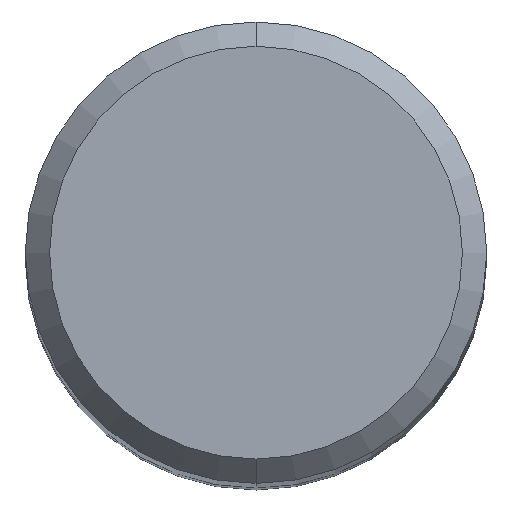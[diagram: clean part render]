
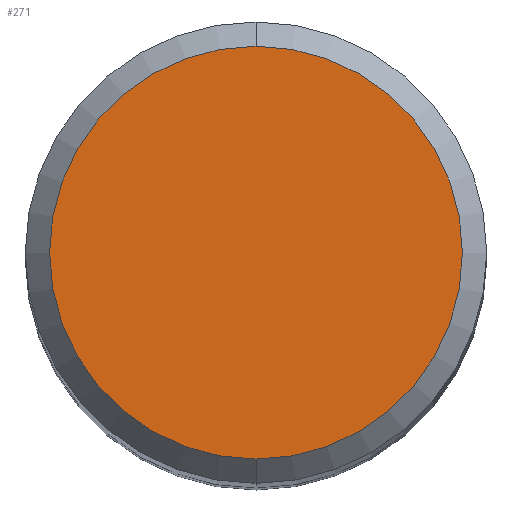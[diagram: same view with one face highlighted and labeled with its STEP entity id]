
A CAD part, top view. The second image highlights one B-rep face of the part: STEP entity #271.
In plain terms, the highlighted planar face has unit normal (0, 0, 1).
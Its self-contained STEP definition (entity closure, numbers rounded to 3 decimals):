
#209=EDGE_CURVE('',#257,#369,#488,.T.);
#257=VERTEX_POINT('',#539);
#271=ADVANCED_FACE('',(#555),#556,.T.);
#281=EDGE_CURVE('',#369,#257,#568,.T.);
#369=VERTEX_POINT('',#666);
#488=CIRCLE('',#854,8.5);
#539=CARTESIAN_POINT('',(0.,-8.5,0.0));
#555=FACE_OUTER_BOUND('',#1040,.T.);
#556=PLANE('',#1041);
#568=CIRCLE('',#1055,8.5);
#666=CARTESIAN_POINT('',(0.0,8.5,0.0));
#854=AXIS2_PLACEMENT_3D('',#1505,#1506,#1507);
#1040=EDGE_LOOP('',(#1564,#1565));
#1041=AXIS2_PLACEMENT_3D('',#1566,#1567,#1568);
#1055=AXIS2_PLACEMENT_3D('',#1586,#1587,#1588);
#1505=CARTESIAN_POINT('',(0.0,0.0,0.0));
#1506=DIRECTION('',(0.0,0.0,-1.0));
#1507=DIRECTION('',(0.0,1.0,0.0));
#1564=ORIENTED_EDGE('',*,*,#281,.F.);
#1565=ORIENTED_EDGE('',*,*,#209,.F.);
#1566=CARTESIAN_POINT('',(0.0,4.25,0.0));
#1567=DIRECTION('',(-0.0,0.0,1.0));
#1568=DIRECTION('',(0.0,-1.0,0.0));
#1586=CARTESIAN_POINT('',(0.0,0.0,0.0));
#1587=DIRECTION('',(0.0,0.0,-1.0));
#1588=DIRECTION('',(0.0,1.0,0.0));
